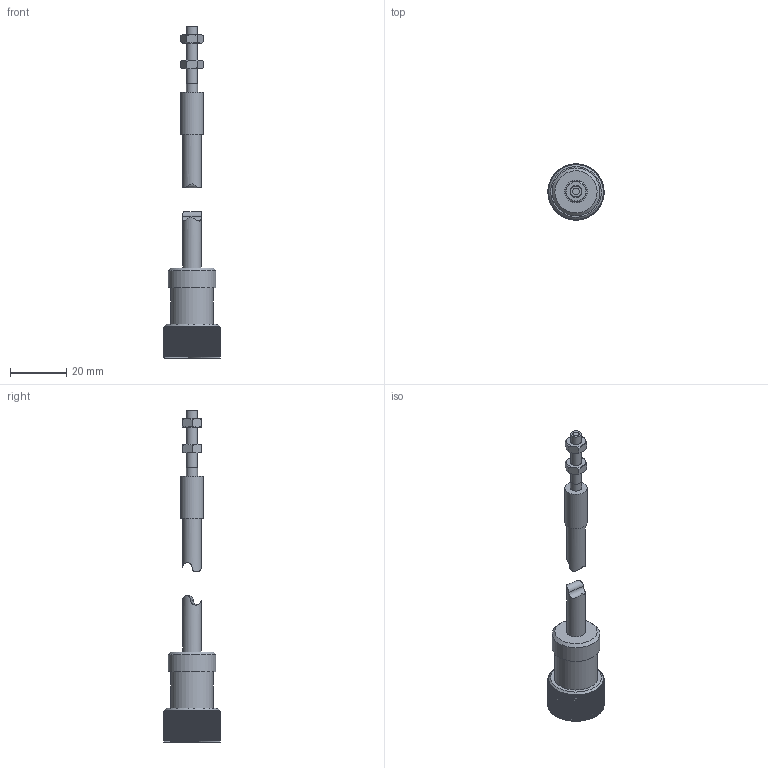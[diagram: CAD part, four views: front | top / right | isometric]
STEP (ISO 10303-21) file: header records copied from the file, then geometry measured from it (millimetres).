
FILE_DESCRIPTION(/* description */ (''),/* implementation_level */ '2;1');
FILE_NAME(/* name */ 'LT10E082.stp',/* time_stamp */ '2016-10-06T13:56:00+02:00',/* author */ ('mitarbeiter'),/* organization */ (''),/* preprocessor_version */ 'ST-DEVELOPER v15.2',/* originating_system */ 'Autodesk Inventor 2014',/* authorisation */ '');
FILE_SCHEMA (('AUTOMOTIVE_DESIGN { 1 0 10303 214 3 1 1 }'));
Length unit declared in the file: millimetre
Products named in the file (4): LT060305 Kopf; Optisch-Stecker 2; M4 x 0,7 Mutter; LT10E082
Bounding box: 20 x 20 x 118.06 mm (x, y, z)
Volume: 8689.5 mm3; surface area: 5945.9 mm2
Topology: 4 solids, 4 shells, 426 faces, 1205 edges, 801 vertices
Faces by surface type: plane 392, cylinder 21, cone 11, torus 2
Full cylindrical faces by diameter (mm): 0.7 x2, 2.3 x1, 3.242 x2, 3.9 x1, 3.95 x1, 4.45 x2, 6.6 x2, 8 x1, 15 x1, 15.5 x1, 16.5 x1, 17 x2
Entity records: 13607 total; most frequent: CARTESIAN_POINT 2513, DIRECTION 2368, ORIENTED_EDGE 2298, EDGE_CURVE 1149, AXIS2_PLACEMENT_3D 820, VERTEX_POINT 781, LINE 728, VECTOR 728
